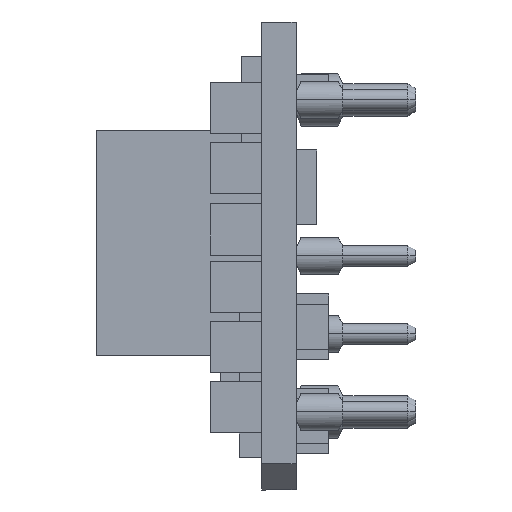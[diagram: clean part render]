
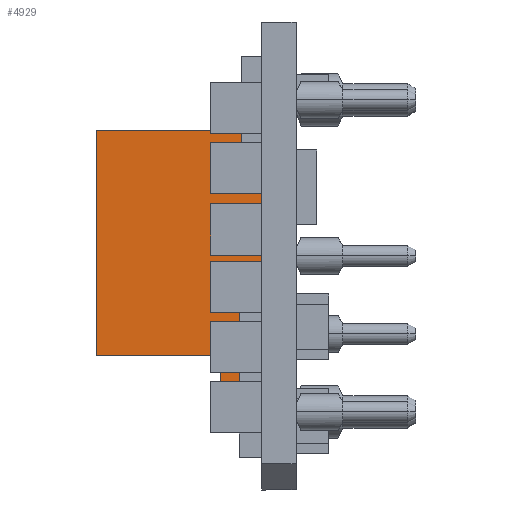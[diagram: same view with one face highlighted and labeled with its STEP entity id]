
A CAD part, left-side view. The second image highlights one B-rep face of the part: STEP entity #4929.
In plain terms, the highlighted planar face has unit normal (-1, 0, 0).
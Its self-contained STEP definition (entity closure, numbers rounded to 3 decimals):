
#4 = EDGE_CURVE ( 'NONE', #12243, #11833, #5179, .T. ) ;
#164 = CARTESIAN_POINT ( 'NONE',  ( -17.178, 5.962, -16.285 ) ) ;
#202 = EDGE_CURVE ( 'NONE', #10972, #11833, #8656, .T. ) ;
#522 = DIRECTION ( 'NONE',  ( 0., 1., 0. ) ) ;
#890 = DIRECTION ( 'NONE',  ( 0., 0., -1. ) ) ;
#1067 = LINE ( 'NONE', #1973, #9153 ) ;
#1669 = DIRECTION ( 'NONE',  ( 0., 0., 1. ) ) ;
#1723 = EDGE_CURVE ( 'NONE', #8233, #8999, #10075, .T. ) ;
#1760 = CARTESIAN_POINT ( 'NONE',  ( -17.178, 3.962, -4.285 ) ) ;
#1887 = PLANE ( 'NONE',  #13529 ) ;
#1973 = CARTESIAN_POINT ( 'NONE',  ( -17.178, 12.04, -19.185 ) ) ;
#2005 = EDGE_CURVE ( 'NONE', #12243, #12144, #6659, .T. ) ;
#2082 = ORIENTED_EDGE ( 'NONE', *, *, #6518, .F. ) ;
#2486 = EDGE_CURVE ( 'NONE', #6092, #10972, #4135, .T. ) ;
#2774 = ORIENTED_EDGE ( 'NONE', *, *, #12245, .F. ) ;
#2904 = CARTESIAN_POINT ( 'NONE',  ( -17.178, -17.819, -5.285 ) ) ;
#2917 = LINE ( 'NONE', #9119, #11002 ) ;
#2995 = CARTESIAN_POINT ( 'NONE',  ( -17.178, 5.962, -4.285 ) ) ;
#3316 = DIRECTION ( 'NONE',  ( 0., 1., 0. ) ) ;
#3962 = LINE ( 'NONE', #5032, #11707 ) ;
#4067 = CARTESIAN_POINT ( 'NONE',  ( -17.178, 5.962, -4.285 ) ) ;
#4135 = LINE ( 'NONE', #9640, #9749 ) ;
#4389 = CARTESIAN_POINT ( 'NONE',  ( -17.178, 12.04, -5.285 ) ) ;
#4395 = EDGE_LOOP ( 'NONE', ( #2082, #6232, #7189, #2774, #10504, #10683, #4648, #13649 ) ) ;
#4473 = VECTOR ( 'NONE', #1669, 1000. ) ;
#4563 = VERTEX_POINT ( 'NONE', #9618 ) ;
#4648 = ORIENTED_EDGE ( 'NONE', *, *, #202, .F. ) ;
#4848 = CARTESIAN_POINT ( 'NONE',  ( -17.178, 3.962, -19.185 ) ) ;
#4929 = ADVANCED_FACE ( 'NONE', ( #6531 ), #1887, .F. ) ;
#5008 = EDGE_CURVE ( 'NONE', #4563, #8233, #1067, .T. ) ;
#5032 = CARTESIAN_POINT ( 'NONE',  ( -17.178, 5.962, -4.285 ) ) ;
#5179 = LINE ( 'NONE', #2904, #13232 ) ;
#5845 = VECTOR ( 'NONE', #13502, 1000. ) ;
#6092 = VERTEX_POINT ( 'NONE', #164 ) ;
#6205 = DIRECTION ( 'NONE',  ( 0., 0., 1. ) ) ;
#6232 = ORIENTED_EDGE ( 'NONE', *, *, #5008, .T. ) ;
#6518 = EDGE_CURVE ( 'NONE', #4563, #6092, #3962, .T. ) ;
#6531 = FACE_OUTER_BOUND ( 'NONE', #4395, .T. ) ;
#6659 = LINE ( 'NONE', #4067, #11575 ) ;
#7094 = CARTESIAN_POINT ( 'NONE',  ( -17.178, 12.04, -16.285 ) ) ;
#7189 = ORIENTED_EDGE ( 'NONE', *, *, #1723, .T. ) ;
#7210 = DIRECTION ( 'NONE',  ( 1., 0., 0. ) ) ;
#8233 = VERTEX_POINT ( 'NONE', #4848 ) ;
#8556 = CARTESIAN_POINT ( 'NONE',  ( -17.178, 12.04, -4.285 ) ) ;
#8656 = LINE ( 'NONE', #8556, #5845 ) ;
#8999 = VERTEX_POINT ( 'NONE', #1760 ) ;
#9119 = CARTESIAN_POINT ( 'NONE',  ( -17.178, 12.04, -4.285 ) ) ;
#9153 = VECTOR ( 'NONE', #10467, 1000. ) ;
#9618 = CARTESIAN_POINT ( 'NONE',  ( -17.178, 5.962, -19.185 ) ) ;
#9640 = CARTESIAN_POINT ( 'NONE',  ( -17.178, -17.819, -16.285 ) ) ;
#9749 = VECTOR ( 'NONE', #3316, 1000. ) ;
#10075 = LINE ( 'NONE', #11944, #4473 ) ;
#10228 = DIRECTION ( 'NONE',  ( 0., -1., 0. ) ) ;
#10467 = DIRECTION ( 'NONE',  ( 0., -1., 0. ) ) ;
#10504 = ORIENTED_EDGE ( 'NONE', *, *, #2005, .F. ) ;
#10683 = ORIENTED_EDGE ( 'NONE', *, *, #4, .T. ) ;
#10972 = VERTEX_POINT ( 'NONE', #7094 ) ;
#11002 = VECTOR ( 'NONE', #10228, 1000. ) ;
#11346 = DIRECTION ( 'NONE',  ( 0., 0., 1. ) ) ;
#11575 = VECTOR ( 'NONE', #6205, 1000. ) ;
#11707 = VECTOR ( 'NONE', #11346, 1000. ) ;
#11833 = VERTEX_POINT ( 'NONE', #4389 ) ;
#11944 = CARTESIAN_POINT ( 'NONE',  ( -17.178, 3.962, -4.285 ) ) ;
#12144 = VERTEX_POINT ( 'NONE', #2995 ) ;
#12190 = CARTESIAN_POINT ( 'NONE',  ( -17.178, 5.962, -5.285 ) ) ;
#12243 = VERTEX_POINT ( 'NONE', #12190 ) ;
#12245 = EDGE_CURVE ( 'NONE', #12144, #8999, #2917, .T. ) ;
#13232 = VECTOR ( 'NONE', #522, 1000. ) ;
#13502 = DIRECTION ( 'NONE',  ( 0., 0., 1. ) ) ;
#13506 = CARTESIAN_POINT ( 'NONE',  ( -17.178, 12.04, -4.285 ) ) ;
#13529 = AXIS2_PLACEMENT_3D ( 'NONE', #13506, #7210, #890 ) ;
#13649 = ORIENTED_EDGE ( 'NONE', *, *, #2486, .F. ) ;
